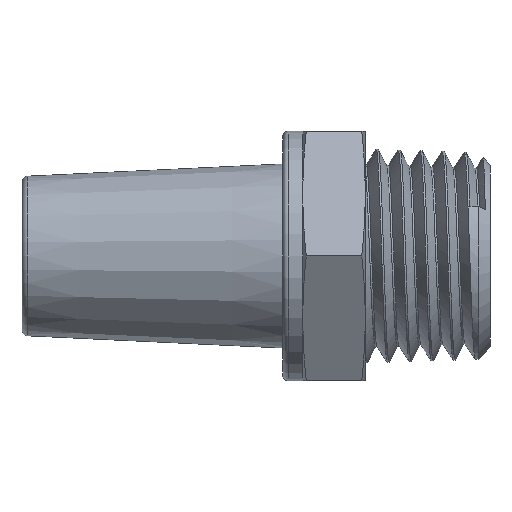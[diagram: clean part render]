
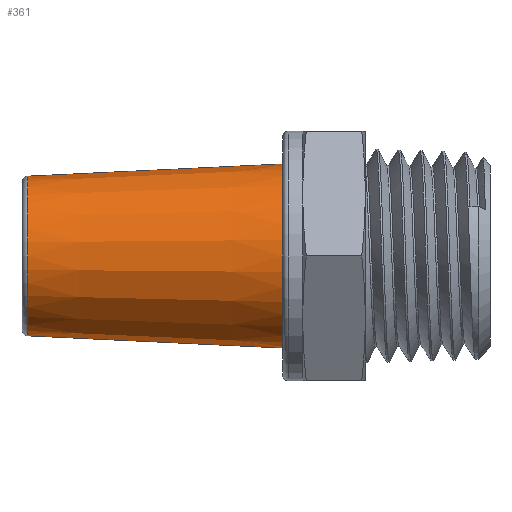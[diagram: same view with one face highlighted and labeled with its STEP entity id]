
A CAD part, left-side view. The second image highlights one B-rep face of the part: STEP entity #361.
In plain terms, the highlighted conical face has half-angle 2.743 degrees and reference radius 5.1 mm.
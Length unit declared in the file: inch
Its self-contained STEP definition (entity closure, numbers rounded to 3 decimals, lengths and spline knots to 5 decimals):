
#36 = CARTESIAN_POINT ( 'NONE',  ( 0., 0.20866, 0. ) ) ;
#201 = AXIS2_PLACEMENT_3D ( 'NONE', #36, #3488, #1333 ) ;
#253 = DIRECTION ( 'NONE',  ( 0., -0.999, 0.048 ) ) ;
#265 = VERTEX_POINT ( 'NONE', #1434 ) ;
#325 = EDGE_CURVE ( 'NONE', #3900, #3348, #3283, .T. ) ;
#333 = CARTESIAN_POINT ( 'NONE',  ( 0., 0.85186, 0.20147 ) ) ;
#361 = ADVANCED_FACE ( 'NONE', ( #3250 ), #4520, .T. ) ;
#681 = CARTESIAN_POINT ( 'NONE',  ( 0., 0.86614, 0.20079 ) ) ;
#844 = CARTESIAN_POINT ( 'NONE',  ( 0., 0.20866, 0.23228 ) ) ;
#1090 = VERTEX_POINT ( 'NONE', #2743 ) ;
#1270 = CIRCLE ( 'NONE', #201, 0.23228 ) ;
#1333 = DIRECTION ( 'NONE',  ( 0., 0., -1. ) ) ;
#1434 = CARTESIAN_POINT ( 'NONE',  ( 0., 0.85186, -0.20147 ) ) ;
#1796 = CARTESIAN_POINT ( 'NONE',  ( 0., 0.86614, -0.20079 ) ) ;
#2121 = EDGE_LOOP ( 'NONE', ( #3744, #3468, #3120, #3437 ) ) ;
#2281 = LINE ( 'NONE', #1796, #2371 ) ;
#2371 = VECTOR ( 'NONE', #2624, 39.37008 ) ;
#2453 = DIRECTION ( 'NONE',  ( 0., -1., 0. ) ) ;
#2624 = DIRECTION ( 'NONE',  ( 0., -0.999, -0.048 ) ) ;
#2707 = VECTOR ( 'NONE', #253, 39.37008 ) ;
#2743 = CARTESIAN_POINT ( 'NONE',  ( 0., 0.20866, -0.23228 ) ) ;
#2908 = CARTESIAN_POINT ( 'NONE',  ( 0., 0.86614, 0. ) ) ;
#3120 = ORIENTED_EDGE ( 'NONE', *, *, #4204, .T. ) ;
#3250 = FACE_OUTER_BOUND ( 'NONE', #2121, .T. ) ;
#3266 = AXIS2_PLACEMENT_3D ( 'NONE', #5491, #2453, #3305 ) ;
#3283 = LINE ( 'NONE', #681, #2707 ) ;
#3305 = DIRECTION ( 'NONE',  ( 0., 0., 1. ) ) ;
#3339 = DIRECTION ( 'NONE',  ( 0., -1., 0. ) ) ;
#3348 = VERTEX_POINT ( 'NONE', #844 ) ;
#3394 = EDGE_CURVE ( 'NONE', #3900, #265, #3819, .T. ) ;
#3437 = ORIENTED_EDGE ( 'NONE', *, *, #4492, .T. ) ;
#3468 = ORIENTED_EDGE ( 'NONE', *, *, #3394, .T. ) ;
#3488 = DIRECTION ( 'NONE',  ( 0., 1., 0. ) ) ;
#3744 = ORIENTED_EDGE ( 'NONE', *, *, #325, .F. ) ;
#3819 = CIRCLE ( 'NONE', #3266, 0.20147 ) ;
#3900 = VERTEX_POINT ( 'NONE', #333 ) ;
#4204 = EDGE_CURVE ( 'NONE', #265, #1090, #2281, .T. ) ;
#4492 = EDGE_CURVE ( 'NONE', #1090, #3348, #1270, .T. ) ;
#4520 = CONICAL_SURFACE ( 'NONE', #5436, 0.20079, 0.048 ) ;
#5436 = AXIS2_PLACEMENT_3D ( 'NONE', #2908, #3339, #5470 ) ;
#5470 = DIRECTION ( 'NONE',  ( 0., 0., -1. ) ) ;
#5491 = CARTESIAN_POINT ( 'NONE',  ( 0., 0.85186, 0. ) ) ;
